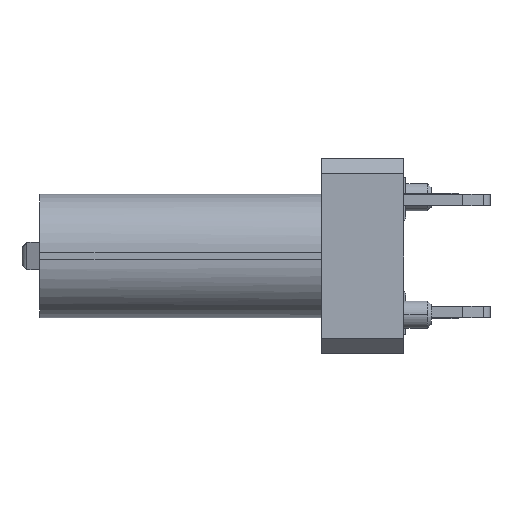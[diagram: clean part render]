
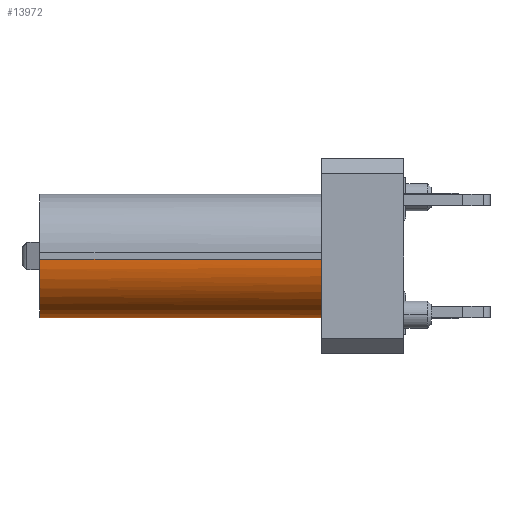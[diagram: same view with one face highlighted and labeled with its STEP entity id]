
A CAD part, left-side view. The second image highlights one B-rep face of the part: STEP entity #13972.
In plain terms, the highlighted cylindrical face has radius 1.5 mm (diameter 3 mm), a partial arc.
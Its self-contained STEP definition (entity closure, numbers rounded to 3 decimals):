
#967=CARTESIAN_POINT('',(2.493,14.755,-0.691));
#968=DIRECTION('',(0.,1.,0.));
#969=DIRECTION('',(0.,0.,-1.));
#970=AXIS2_PLACEMENT_3D('',#967,#968,#969);
#1680=CARTESIAN_POINT('',(2.493,7.555,
-0.691));
#1681=DIRECTION('',(0.,-1.,0.));
#1682=DIRECTION('',(-0.626,0.,-0.78));
#1683=AXIS2_PLACEMENT_3D('',#1680,#1681,#1682);
#1696=DIRECTION('',(0.,1.,0.));
#1697=VECTOR('',#1696,7.2);
#1698=CARTESIAN_POINT('',(0.993,7.555,
-0.691));
#1699=LINE('',#1698,#1697);
#1703=DIRECTION('',(0.,-1.,0.));
#1704=VECTOR('',#1703,7.2);
#1705=CARTESIAN_POINT('',(2.493,14.755,-2.191));
#1706=LINE('',#1705,#1704);
#6924=CARTESIAN_POINT('',(2.493,7.555,
-0.691));
#6925=DIRECTION('',(0.,-1.,0.));
#6926=DIRECTION('',(-1.,0.,0.));
#6927=AXIS2_PLACEMENT_3D('',#6924,#6925,#6926);
#10926=CARTESIAN_POINT('',(0.993,14.755,
-0.691));
#10928=VERTEX_POINT('',#10926);
#11306=CARTESIAN_POINT('',(1.554,7.555,
-1.861));
#11307=CARTESIAN_POINT('',(2.493,7.555,
-2.191));
#11308=VERTEX_POINT('',#11306);
#11309=VERTEX_POINT('',#11307);
#11374=CARTESIAN_POINT('',(2.493,14.755,
-2.191));
#11375=VERTEX_POINT('',#11374);
#11830=CARTESIAN_POINT('',(0.993,7.555,
-0.691));
#11831=VERTEX_POINT('',#11830);
#13958=CARTESIAN_POINT('',(2.493,22.555,
-0.691));
#13959=DIRECTION('',(0.,-1.,0.));
#13960=DIRECTION('',(0.,0.,-1.));
#13961=AXIS2_PLACEMENT_3D('',#13958,#13959,#13960);
#13962=CYLINDRICAL_SURFACE('',#13961,1.5);
#13964=ORIENTED_EDGE('',*,*,#13963,.F.);
#13966=ORIENTED_EDGE('',*,*,#13965,.T.);
#13967=ORIENTED_EDGE('',*,*,#13950,.T.);
#13968=ORIENTED_EDGE('',*,*,#13557,.F.);
#13969=ORIENTED_EDGE('',*,*,#13459,.T.);
#13970=EDGE_LOOP('',(#13964,#13966,#13967,#13968,#13969));
#13971=FACE_OUTER_BOUND('',#13970,.F.);
#971=CIRCLE('',#970,1.5);
#1684=CIRCLE('',#1683,1.5);
#6928=CIRCLE('',#6927,1.5);
#13459=EDGE_CURVE('',#11375,#10928,#971,.T.);
#13557=EDGE_CURVE('',#11375,#11309,#1706,.T.);
#13950=EDGE_CURVE('',#11308,#11309,#1684,.T.);
#13963=EDGE_CURVE('',#11831,#10928,#1699,.T.);
#13965=EDGE_CURVE('',#11831,#11308,#6928,.T.);
#13972=ADVANCED_FACE('',(#13971),#13962,.T.);
